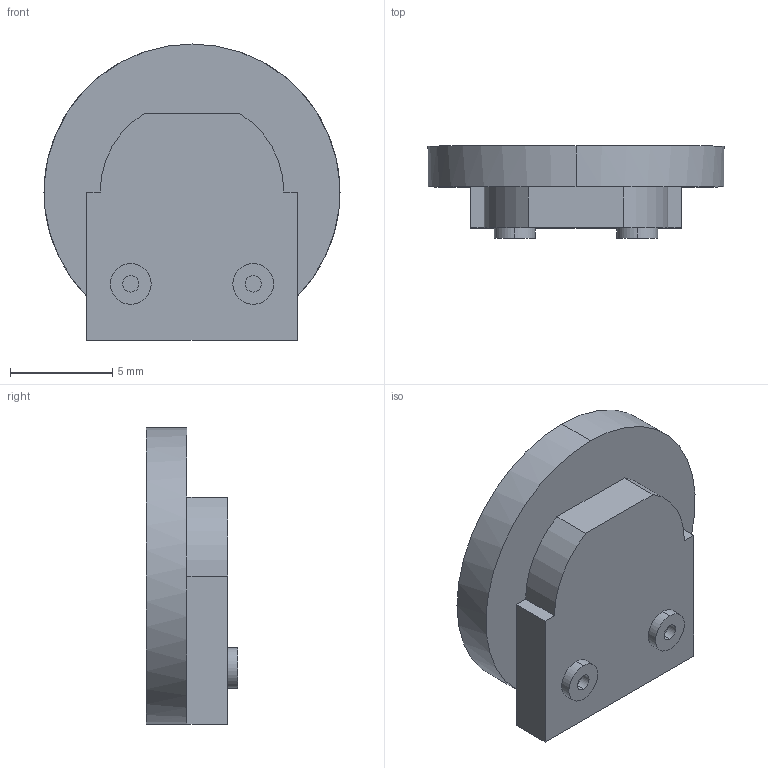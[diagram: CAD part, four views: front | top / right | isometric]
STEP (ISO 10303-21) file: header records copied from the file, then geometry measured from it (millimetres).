
FILE_DESCRIPTION (( 'STEP AP214' ), '1' );
FILE_NAME ('晤鎢ん.STEP', '2023-01-09T07:26:46', ( 'qiancaohua' ), ( ' ' ), 'SwSTEP 2.0', 'SolidWorks 2022', '' );
FILE_SCHEMA (( 'AUTOMOTIVE_DESIGN' ));
Length unit declared in the file: millimetre
Products named in the file (1): 晤鎢ん
Bounding box: 14.5 x 4.5 x 14.5 mm (x, y, z)
Volume: 531.7 mm3; surface area: 524.4 mm2
Topology: 1 solids, 1 shells, 30 faces, 65 edges, 42 vertices
Faces by surface type: plane 16, cylinder 12, cone 2
Entity records: 949 total; most frequent: DIRECTION 157, CARTESIAN_POINT 138, ORIENTED_EDGE 130, EDGE_CURVE 65, AXIS2_PLACEMENT_3D 61, VERTEX_POINT 42, LINE 35, VECTOR 35
